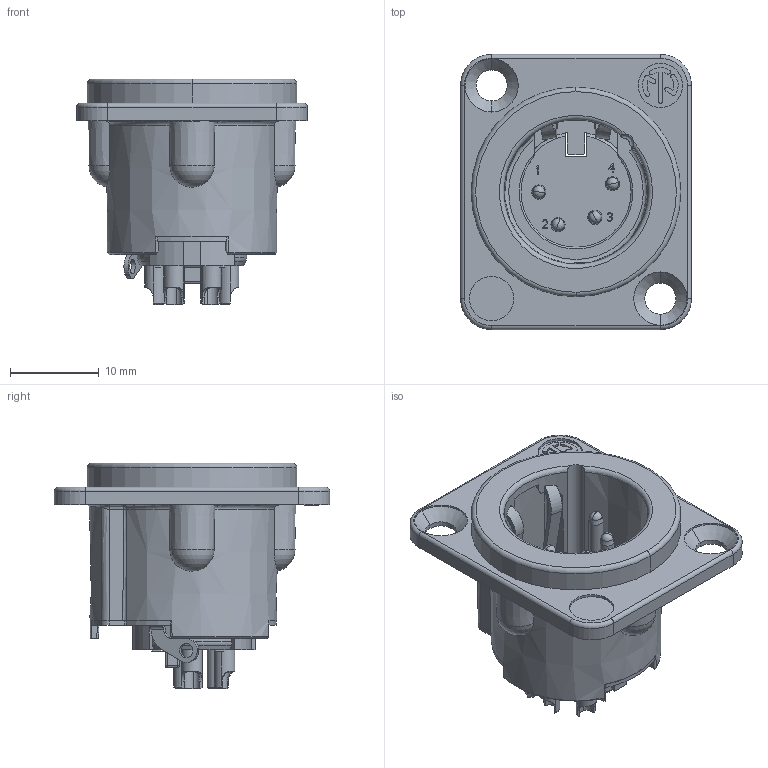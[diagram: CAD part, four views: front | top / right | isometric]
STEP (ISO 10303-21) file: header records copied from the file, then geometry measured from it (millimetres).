
FILE_DESCRIPTION((''),'2;1');
FILE_NAME('NC4MD-LX-B','2022-09-28T11:10:53',('elias.feurle'),(''),'CREO PARAMETRIC BY PTC INC, 2021184','CREO PARAMETRIC BY PTC INC, 2021184','');
FILE_SCHEMA(('AUTOMOTIVE_DESIGN { 1 0 10303 214 1 1 1 1 }'));
Length unit declared in the file: millimetre
Products named in the file (1): NC4MD-LX-B
Bounding box: 26 x 31 x 25.4 mm (x, y, z)
Volume: 4166.9 mm3; surface area: 4662 mm2
Topology: 1 solids, 3 shells, 959 faces, 2601 edges, 1683 vertices
Faces by surface type: plane 692, cylinder 138, bspline 50, cone 36, torus 22, sphere 21
Entity records: 32217 total; most frequent: CARTESIAN_POINT 8192, ORIENTED_EDGE 5176, DIRECTION 4511, EDGE_CURVE 2588, VECTOR 2005, LINE 2005, VERTEX_POINT 1683, AXIS2_PLACEMENT_3D 1253
